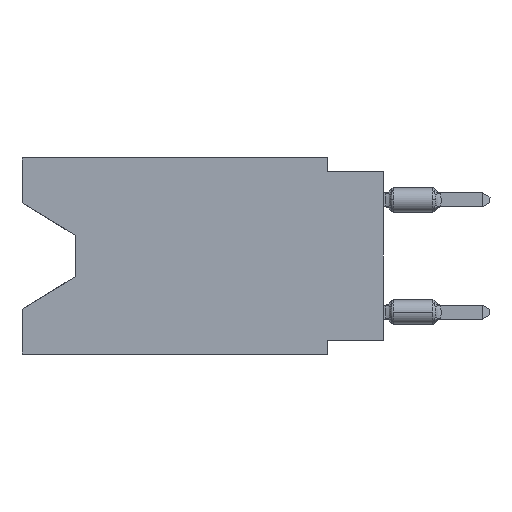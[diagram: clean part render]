
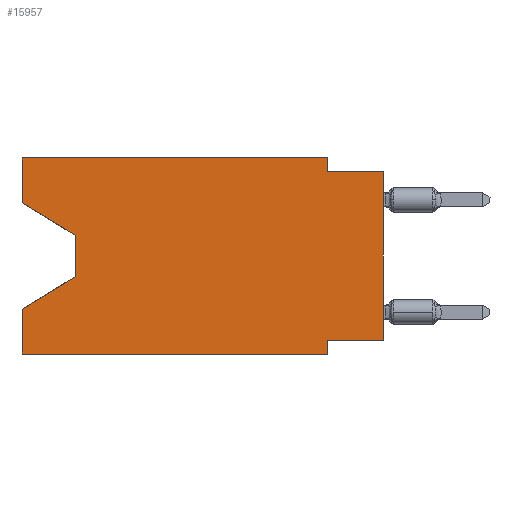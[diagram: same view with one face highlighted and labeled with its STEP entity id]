
A CAD part, left-side view. The second image highlights one B-rep face of the part: STEP entity #15957.
In plain terms, the highlighted planar face has unit normal (-1, 0, 0).
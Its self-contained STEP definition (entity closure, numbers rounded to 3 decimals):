
#129 = CARTESIAN_POINT ( 'NONE',  ( 0., 2.54, 0. ) ) ;
#567 = CARTESIAN_POINT ( 'NONE',  ( 0., 0., -0.635 ) ) ;
#729 = ORIENTED_EDGE ( 'NONE', *, *, #7369, .T. ) ;
#778 = EDGE_CURVE ( 'NONE', #5875, #10165, #887, .T. ) ;
#887 = LINE ( 'NONE', #2819, #7404 ) ;
#1302 = PLANE ( 'NONE',  #3667 ) ;
#1537 = LINE ( 'NONE', #14633, #2514 ) ;
#1825 = EDGE_CURVE ( 'NONE', #14543, #15509, #5439, .T. ) ;
#1961 = VECTOR ( 'NONE', #6693, 1000. ) ;
#1983 = VECTOR ( 'NONE', #17004, 1000. ) ;
#2101 = LINE ( 'NONE', #4129, #1983 ) ;
#2514 = VECTOR ( 'NONE', #21210, 1000. ) ;
#2539 = DIRECTION ( 'NONE',  ( 0., -1., 0. ) ) ;
#2554 = ORIENTED_EDGE ( 'NONE', *, *, #778, .T. ) ;
#2811 = DIRECTION ( 'NONE',  ( 1., 0., 0. ) ) ;
#2819 = CARTESIAN_POINT ( 'NONE',  ( 0., 16.383, -8.89 ) ) ;
#2968 = ORIENTED_EDGE ( 'NONE', *, *, #6711, .F. ) ;
#3363 = VERTEX_POINT ( 'NONE', #15071 ) ;
#3523 = ORIENTED_EDGE ( 'NONE', *, *, #4519, .T. ) ;
#3579 = EDGE_CURVE ( 'NONE', #3363, #10165, #12375, .T. ) ;
#3640 = ORIENTED_EDGE ( 'NONE', *, *, #12078, .F. ) ;
#3667 = AXIS2_PLACEMENT_3D ( 'NONE', #11059, #2811, #19329 ) ;
#3700 = VECTOR ( 'NONE', #2539, 1000. ) ;
#3840 = EDGE_LOOP ( 'NONE', ( #729, #9301, #3523, #14842, #2554, #19867, #17743, #9378, #2968, #3640, #4118, #20637 ) ) ;
#4118 = ORIENTED_EDGE ( 'NONE', *, *, #1825, .F. ) ;
#4129 = CARTESIAN_POINT ( 'NONE',  ( 0., 13.97, -3.505 ) ) ;
#4261 = VECTOR ( 'NONE', #14360, 1000. ) ;
#4519 = EDGE_CURVE ( 'NONE', #6584, #6721, #9388, .T. ) ;
#4906 = LINE ( 'NONE', #17681, #4261 ) ;
#5214 = DIRECTION ( 'NONE',  ( 0., -1., 0. ) ) ;
#5439 = LINE ( 'NONE', #16487, #19094 ) ;
#5546 = CARTESIAN_POINT ( 'NONE',  ( 0., 0., 0. ) ) ;
#5875 = VERTEX_POINT ( 'NONE', #13240 ) ;
#5931 = DIRECTION ( 'NONE',  ( 0., 0., -1. ) ) ;
#6095 = VECTOR ( 'NONE', #19903, 1000. ) ;
#6384 = VERTEX_POINT ( 'NONE', #14062 ) ;
#6584 = VERTEX_POINT ( 'NONE', #13269 ) ;
#6693 = DIRECTION ( 'NONE',  ( 0., 0., 1. ) ) ;
#6711 = EDGE_CURVE ( 'NONE', #15915, #14580, #18641, .T. ) ;
#6721 = VERTEX_POINT ( 'NONE', #9070 ) ;
#6829 = DIRECTION ( 'NONE',  ( 0., 0., 1. ) ) ;
#7140 = EDGE_CURVE ( 'NONE', #9615, #6584, #2101, .T. ) ;
#7369 = EDGE_CURVE ( 'NONE', #10997, #9615, #9783, .T. ) ;
#7404 = VECTOR ( 'NONE', #7726, 1000. ) ;
#7462 = CARTESIAN_POINT ( 'NONE',  ( 0., 0., -0.635 ) ) ;
#7678 = EDGE_CURVE ( 'NONE', #5875, #6721, #4906, .T. ) ;
#7726 = DIRECTION ( 'NONE',  ( 0., -1., 0. ) ) ;
#8261 = CARTESIAN_POINT ( 'NONE',  ( 0., 16.383, -2.038 ) ) ;
#8379 = DIRECTION ( 'NONE',  ( 0., 0., -1. ) ) ;
#8958 = CARTESIAN_POINT ( 'NONE',  ( 0., 2.54, 0. ) ) ;
#9070 = CARTESIAN_POINT ( 'NONE',  ( 0., 16.383, -6.852 ) ) ;
#9238 = VECTOR ( 'NONE', #16164, 1000. ) ;
#9301 = ORIENTED_EDGE ( 'NONE', *, *, #7140, .T. ) ;
#9378 = ORIENTED_EDGE ( 'NONE', *, *, #20693, .T. ) ;
#9388 = LINE ( 'NONE', #9498, #9238 ) ;
#9498 = CARTESIAN_POINT ( 'NONE',  ( 0., 13.97, -5.385 ) ) ;
#9615 = VERTEX_POINT ( 'NONE', #12592 ) ;
#9783 = LINE ( 'NONE', #8261, #6095 ) ;
#10165 = VERTEX_POINT ( 'NONE', #14901 ) ;
#10277 = LINE ( 'NONE', #5546, #14371 ) ;
#10997 = VERTEX_POINT ( 'NONE', #15780 ) ;
#11059 = CARTESIAN_POINT ( 'NONE',  ( 0., 16.383, 0. ) ) ;
#12078 = EDGE_CURVE ( 'NONE', #15509, #15915, #18065, .T. ) ;
#12115 = EDGE_CURVE ( 'NONE', #6384, #3363, #1537, .T. ) ;
#12375 = LINE ( 'NONE', #18517, #20877 ) ;
#12592 = CARTESIAN_POINT ( 'NONE',  ( 0., 13.97, -3.505 ) ) ;
#13240 = CARTESIAN_POINT ( 'NONE',  ( 0., 16.383, -8.89 ) ) ;
#13269 = CARTESIAN_POINT ( 'NONE',  ( 0., 13.97, -5.385 ) ) ;
#13852 = CARTESIAN_POINT ( 'NONE',  ( 0., 16.383, 0. ) ) ;
#14062 = CARTESIAN_POINT ( 'NONE',  ( 0., 0., -8.255 ) ) ;
#14360 = DIRECTION ( 'NONE',  ( 0., 0., 1. ) ) ;
#14371 = VECTOR ( 'NONE', #6829, 1000. ) ;
#14543 = VERTEX_POINT ( 'NONE', #13852 ) ;
#14580 = VERTEX_POINT ( 'NONE', #567 ) ;
#14633 = CARTESIAN_POINT ( 'NONE',  ( 0., 0., -8.255 ) ) ;
#14842 = ORIENTED_EDGE ( 'NONE', *, *, #7678, .F. ) ;
#14901 = CARTESIAN_POINT ( 'NONE',  ( 0., 2.54, -8.89 ) ) ;
#15071 = CARTESIAN_POINT ( 'NONE',  ( 0., 2.54, -8.255 ) ) ;
#15509 = VERTEX_POINT ( 'NONE', #8958 ) ;
#15532 = VECTOR ( 'NONE', #8379, 1000. ) ;
#15780 = CARTESIAN_POINT ( 'NONE',  ( 0., 16.383, -2.038 ) ) ;
#15915 = VERTEX_POINT ( 'NONE', #20734 ) ;
#15957 = ADVANCED_FACE ( 'NONE', ( #16217 ), #1302, .F. ) ;
#16164 = DIRECTION ( 'NONE',  ( 0., 0.855, -0.519 ) ) ;
#16217 = FACE_OUTER_BOUND ( 'NONE', #3840, .T. ) ;
#16487 = CARTESIAN_POINT ( 'NONE',  ( 0., 16.383, 0. ) ) ;
#17004 = DIRECTION ( 'NONE',  ( 0., 0., -1. ) ) ;
#17681 = CARTESIAN_POINT ( 'NONE',  ( 0., 16.383, 0. ) ) ;
#17743 = ORIENTED_EDGE ( 'NONE', *, *, #12115, .F. ) ;
#17913 = EDGE_CURVE ( 'NONE', #10997, #14543, #18416, .T. ) ;
#18065 = LINE ( 'NONE', #129, #15532 ) ;
#18416 = LINE ( 'NONE', #20154, #1961 ) ;
#18517 = CARTESIAN_POINT ( 'NONE',  ( 0., 2.54, -8.89 ) ) ;
#18641 = LINE ( 'NONE', #7462, #3700 ) ;
#19094 = VECTOR ( 'NONE', #5214, 1000. ) ;
#19329 = DIRECTION ( 'NONE',  ( 0., 0., -1. ) ) ;
#19867 = ORIENTED_EDGE ( 'NONE', *, *, #3579, .F. ) ;
#19903 = DIRECTION ( 'NONE',  ( 0., -0.855, -0.519 ) ) ;
#20154 = CARTESIAN_POINT ( 'NONE',  ( 0., 16.383, 0. ) ) ;
#20637 = ORIENTED_EDGE ( 'NONE', *, *, #17913, .F. ) ;
#20693 = EDGE_CURVE ( 'NONE', #6384, #14580, #10277, .T. ) ;
#20734 = CARTESIAN_POINT ( 'NONE',  ( 0., 2.54, -0.635 ) ) ;
#20877 = VECTOR ( 'NONE', #5931, 1000. ) ;
#21210 = DIRECTION ( 'NONE',  ( 0., 1., 0. ) ) ;
